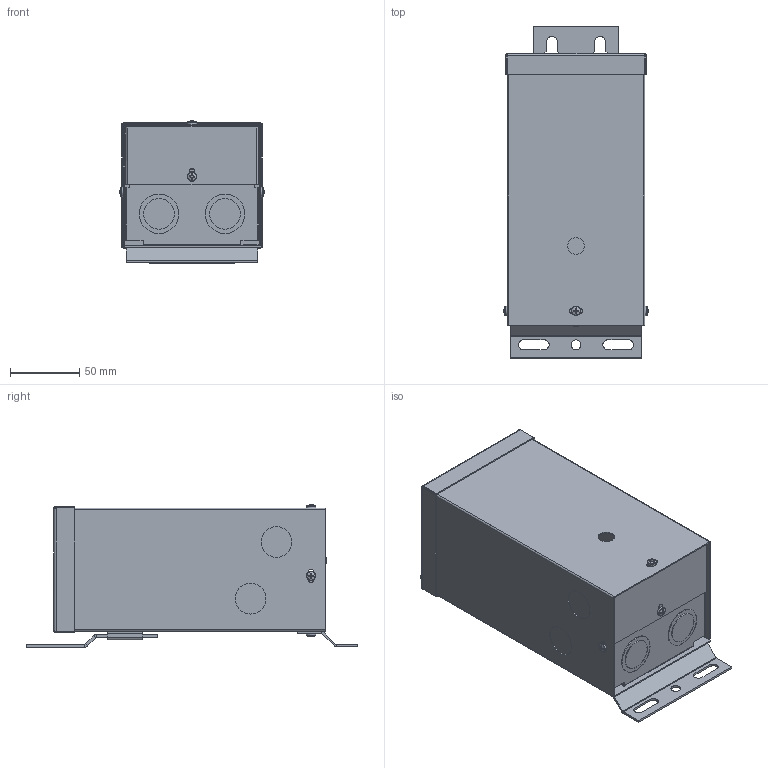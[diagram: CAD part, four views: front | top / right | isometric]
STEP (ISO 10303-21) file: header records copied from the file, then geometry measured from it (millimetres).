
FILE_DESCRIPTION (( 'STEP AP214' ), '1' );
FILE_NAME ('T179600S.STEP', '2017-02-22T15:31:36', ( '' ), ( '' ), 'SwSTEP 2.0', 'SolidWorks 2012', '' );
FILE_SCHEMA (( 'AUTOMOTIVE_DESIGN' ));
Length unit declared in the file: inch
Products named in the file (10): A   -701739-_A   -701739-; B  1-111577-; A  6-701640-; A  1-701887-; A  1-700716-; A  1-701888-; A  1-113451-; A  1-701639-; A  1-701903-; T179600S
Assembly tree (14 placements, depth 3):
  T179600S
    A  1-701888-
      A  1-701903-
      A  1-701639-
      A  1-113451-
    A  1-700716-
    A  1-701887-
    A  6-701640-
    B  1-111577-
    A   -701739-_A   -701739-  x6
Bounding box: 104.14 x 239.95 x 102.94 mm (x, y, z)
Volume: 115486.3 mm3; surface area: 234002.9 mm2
Topology: 13 solids, 13 shells, 1006 faces, 2514 edges, 1566 vertices
Faces by surface type: plane 368, cylinder 364, cone 230, bspline 20, torus 12, sphere 12
Entity records: 16823 total; most frequent: CARTESIAN_POINT 4820, DIRECTION 2485, ORIENTED_EDGE 2328, EDGE_CURVE 1164, AXIS2_PLACEMENT_3D 919, VERTEX_POINT 716, VECTOR 647, LINE 647
